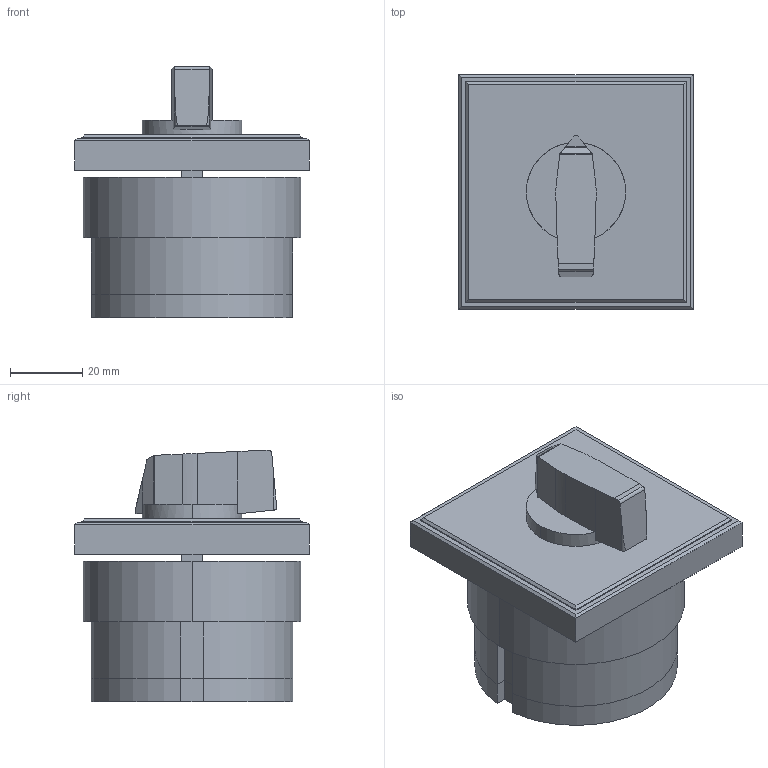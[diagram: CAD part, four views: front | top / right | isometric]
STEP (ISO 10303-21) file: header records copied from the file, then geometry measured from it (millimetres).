
FILE_DESCRIPTION((''),'2;1');
FILE_NAME('3d_7GN3251U.stp','2012-10-02T14:28:39',(''),(''),'Mechanical Desktop 2011','Mechanical Desktop 2011',', , ');
FILE_SCHEMA(('CONFIG_CONTROL_DESIGN'));
Length unit declared in the file: millimetre
Products named in the file (1): Product
Bounding box: 65 x 65 x 69.62 mm (x, y, z)
Volume: 150294.6 mm3; surface area: 44254 mm2
Topology: 7 solids, 7 shells, 92 faces, 220 edges, 142 vertices
Faces by surface type: plane 64, cylinder 19, bspline 9
Entity records: 2723 total; most frequent: CARTESIAN_POINT 482, ORIENTED_EDGE 440, DIRECTION 436, EDGE_CURVE 220, VECTOR 172, LINE 172, VERTEX_POINT 142, AXIS2_PLACEMENT_3D 132
